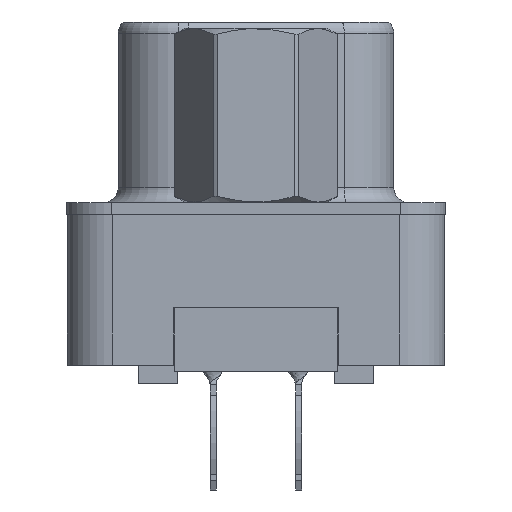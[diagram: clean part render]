
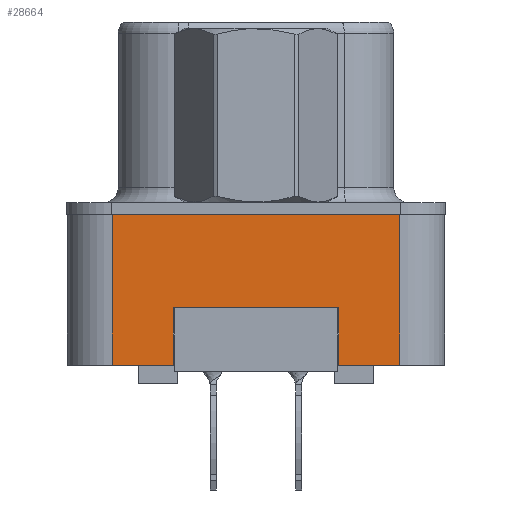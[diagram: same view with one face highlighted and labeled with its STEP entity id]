
A CAD part, left-side view. The second image highlights one B-rep face of the part: STEP entity #28664.
In plain terms, the highlighted planar face has unit normal (-1, 0, 0).
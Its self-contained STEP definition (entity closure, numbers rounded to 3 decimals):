
#196 = VECTOR ( 'NONE', #17962, 1000. ) ;
#442 = CARTESIAN_POINT ( 'NONE',  ( -2.91, 2.75, -3.1 ) ) ;
#471 = LINE ( 'NONE', #32993, #15455 ) ;
#1083 = CARTESIAN_POINT ( 'NONE',  ( -2.91, -4.775, 0. ) ) ;
#1272 = DIRECTION ( 'NONE',  ( 0., 0., 1. ) ) ;
#1301 = EDGE_CURVE ( 'NONE', #22877, #21609, #3954, .T. ) ;
#1470 = FACE_OUTER_BOUND ( 'NONE', #28073, .T. ) ;
#1811 = ORIENTED_EDGE ( 'NONE', *, *, #1301, .F. ) ;
#2624 = CARTESIAN_POINT ( 'NONE',  ( -2.91, -2.75, -3.1 ) ) ;
#3954 = LINE ( 'NONE', #14905, #4990 ) ;
#4896 = EDGE_CURVE ( 'NONE', #21609, #22716, #30913, .T. ) ;
#4990 = VECTOR ( 'NONE', #1272, 1000. ) ;
#5015 = CARTESIAN_POINT ( 'NONE',  ( -2.91, 4.775, 0. ) ) ;
#5683 = ORIENTED_EDGE ( 'NONE', *, *, #4896, .F. ) ;
#5874 = EDGE_CURVE ( 'NONE', #8776, #26524, #21567, .T. ) ;
#6998 = CARTESIAN_POINT ( 'NONE',  ( -2.91, 2.75, -3.1 ) ) ;
#8109 = VECTOR ( 'NONE', #13769, 1000. ) ;
#8207 = CARTESIAN_POINT ( 'NONE',  ( -2.91, -4.775, -5. ) ) ;
#8622 = EDGE_CURVE ( 'NONE', #22877, #11424, #16648, .T. ) ;
#8776 = VERTEX_POINT ( 'NONE', #33724 ) ;
#9205 = VERTEX_POINT ( 'NONE', #442 ) ;
#10241 = DIRECTION ( 'NONE',  ( 0., -1., 0. ) ) ;
#11409 = DIRECTION ( 'NONE',  ( 0., 0., -1. ) ) ;
#11424 = VERTEX_POINT ( 'NONE', #18120 ) ;
#11846 = DIRECTION ( 'NONE',  ( 0., -1., 0. ) ) ;
#12038 = EDGE_CURVE ( 'NONE', #19858, #8776, #33522, .T. ) ;
#12416 = ORIENTED_EDGE ( 'NONE', *, *, #5874, .T. ) ;
#12584 = ORIENTED_EDGE ( 'NONE', *, *, #20657, .F. ) ;
#12672 = ORIENTED_EDGE ( 'NONE', *, *, #8622, .T. ) ;
#13698 = CARTESIAN_POINT ( 'NONE',  ( -2.91, 2.75, -3.1 ) ) ;
#13769 = DIRECTION ( 'NONE',  ( 0., -1., 0. ) ) ;
#14905 = CARTESIAN_POINT ( 'NONE',  ( -2.91, 4.775, -5. ) ) ;
#15455 = VECTOR ( 'NONE', #16278, 1000. ) ;
#15464 = VECTOR ( 'NONE', #11846, 1000. ) ;
#16170 = CARTESIAN_POINT ( 'NONE',  ( -2.91, -4.775, -5. ) ) ;
#16278 = DIRECTION ( 'NONE',  ( 0., 0., 1. ) ) ;
#16412 = VECTOR ( 'NONE', #11409, 1000. ) ;
#16648 = LINE ( 'NONE', #8207, #8109 ) ;
#16981 = ORIENTED_EDGE ( 'NONE', *, *, #34102, .F. ) ;
#17962 = DIRECTION ( 'NONE',  ( 0., 0., -1. ) ) ;
#17991 = CARTESIAN_POINT ( 'NONE',  ( -2.91, -4.775, -5. ) ) ;
#18120 = CARTESIAN_POINT ( 'NONE',  ( -2.91, 2.75, -5. ) ) ;
#19858 = VERTEX_POINT ( 'NONE', #26105 ) ;
#20657 = EDGE_CURVE ( 'NONE', #19858, #9205, #22159, .T. ) ;
#21567 = LINE ( 'NONE', #16170, #33825 ) ;
#21609 = VERTEX_POINT ( 'NONE', #5015 ) ;
#22159 = LINE ( 'NONE', #13698, #34940 ) ;
#22716 = VERTEX_POINT ( 'NONE', #28394 ) ;
#22877 = VERTEX_POINT ( 'NONE', #23689 ) ;
#23689 = CARTESIAN_POINT ( 'NONE',  ( -2.91, 4.775, -5. ) ) ;
#24850 = EDGE_CURVE ( 'NONE', #26524, #22716, #471, .T. ) ;
#25590 = ORIENTED_EDGE ( 'NONE', *, *, #12038, .T. ) ;
#26105 = CARTESIAN_POINT ( 'NONE',  ( -2.91, -2.75, -3.1 ) ) ;
#26192 = ORIENTED_EDGE ( 'NONE', *, *, #24850, .T. ) ;
#26305 = CARTESIAN_POINT ( 'NONE',  ( -2.91, -4.775, -5. ) ) ;
#26524 = VERTEX_POINT ( 'NONE', #26305 ) ;
#28073 = EDGE_LOOP ( 'NONE', ( #25590, #12416, #26192, #5683, #1811, #12672, #16981, #12584 ) ) ;
#28168 = AXIS2_PLACEMENT_3D ( 'NONE', #17991, #28974, #31668 ) ;
#28394 = CARTESIAN_POINT ( 'NONE',  ( -2.91, -4.775, 0. ) ) ;
#28664 = ADVANCED_FACE ( 'NONE', ( #1470 ), #31303, .T. ) ;
#28974 = DIRECTION ( 'NONE',  ( -1., 0., 0. ) ) ;
#30913 = LINE ( 'NONE', #1083, #15464 ) ;
#31303 = PLANE ( 'NONE',  #28168 ) ;
#31640 = LINE ( 'NONE', #6998, #196 ) ;
#31668 = DIRECTION ( 'NONE',  ( 0., 0., 1. ) ) ;
#32993 = CARTESIAN_POINT ( 'NONE',  ( -2.91, -4.775, -5. ) ) ;
#33522 = LINE ( 'NONE', #2624, #16412 ) ;
#33724 = CARTESIAN_POINT ( 'NONE',  ( -2.91, -2.75, -5. ) ) ;
#33825 = VECTOR ( 'NONE', #10241, 1000. ) ;
#34102 = EDGE_CURVE ( 'NONE', #9205, #11424, #31640, .T. ) ;
#34940 = VECTOR ( 'NONE', #35466, 1000. ) ;
#35466 = DIRECTION ( 'NONE',  ( 0., 1., 0. ) ) ;
